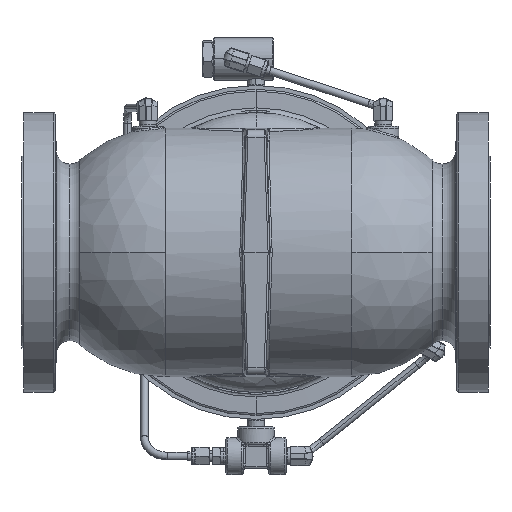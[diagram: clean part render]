
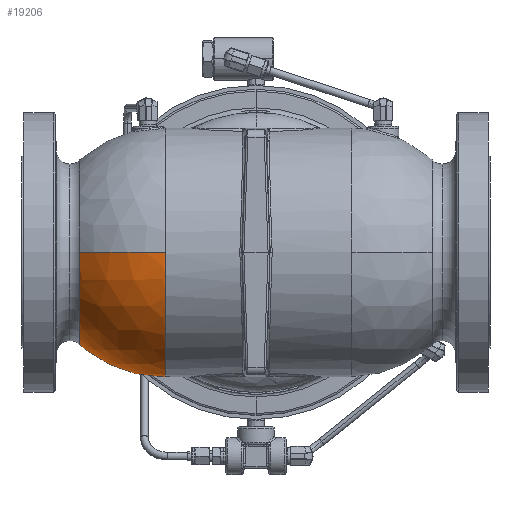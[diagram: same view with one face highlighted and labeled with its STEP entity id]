
A CAD part, front view. The second image highlights one B-rep face of the part: STEP entity #19206.
In plain terms, the highlighted spherical face has radius 101.6 mm.
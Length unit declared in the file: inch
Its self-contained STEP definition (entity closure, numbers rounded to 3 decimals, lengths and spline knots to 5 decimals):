
#172 = AXIS2_PLACEMENT_3D ( 'NONE', #24326, #99006, #35055 ) ;
#212 = VERTEX_POINT ( 'NONE', #93919 ) ;
#523 = AXIS2_PLACEMENT_3D ( 'NONE', #129095, #65171, #1125 ) ;
#1125 = DIRECTION ( 'NONE',  ( 0., 0., 1. ) ) ;
#1629 = CARTESIAN_POINT ( 'NONE',  ( -2.91675, 1.94271, -3.49556 ) ) ;
#3297 = DIRECTION ( 'NONE',  ( 0., 0., 1. ) ) ;
#4016 = CARTESIAN_POINT ( 'NONE',  ( -5.67405, -2.9748, 0. ) ) ;
#4415 = DIRECTION ( 'NONE',  ( 1., 0., 0. ) ) ;
#5407 = CARTESIAN_POINT ( 'NONE',  ( -4.23979, 3.37845, -1.74614 ) ) ;
#8094 = CARTESIAN_POINT ( 'NONE',  ( -4.95228, 3.39338, -0.82182 ) ) ;
#8552 = CARTESIAN_POINT ( 'NONE',  ( -4.23979, 3.37845, -1.74614 ) ) ;
#10100 = ORIENTED_EDGE ( 'NONE', *, *, #83885, .T. ) ;
#10274 = AXIS2_PLACEMENT_3D ( 'NONE', #131196, #67283, #3297 ) ;
#11985 = CARTESIAN_POINT ( 'NONE',  ( -4.06247, 3.22475, -2.12631 ) ) ;
#18709 = CIRCLE ( 'NONE', #172, 4. ) ;
#18898 = CARTESIAN_POINT ( 'NONE',  ( -4.90104, 3.39234, -0.93799 ) ) ;
#19206 = ADVANCED_FACE ( 'NONE', ( #35731 ), #117500, .T. ) ;
#22730 = CARTESIAN_POINT ( 'NONE',  ( -3.85492, 3.03223, -2.4672 ) ) ;
#22832 = B_SPLINE_CURVE_WITH_KNOTS ( 'NONE', 3,
 ( #107215, #129122, #11985, #86687, #22730, #97427, #33498, #108105, #44198, #118866, #54918, #129563, #65656, #1629 ),
 .UNSPECIFIED., .F., .F.,
 ( 4, 2, 2, 2, 2, 2, 4 ),
 ( 0., 0.01688, 0.02532, 0.03376, 0.05064, 0.05908, 0.06752 ),
 .UNSPECIFIED. ) ;
#24326 = CARTESIAN_POINT ( 'NONE',  ( -3., 0., 0. ) ) ;
#29599 = CARTESIAN_POINT ( 'NONE',  ( -4.80279, 3.39035, -1.1236 ) ) ;
#30568 = VERTEX_POINT ( 'NONE', #4016 ) ;
#30692 = CARTESIAN_POINT ( 'NONE',  ( -2.91675, -3.99913, 0. ) ) ;
#31005 = VERTEX_POINT ( 'NONE', #123686 ) ;
#33498 = CARTESIAN_POINT ( 'NONE',  ( -3.68695, 2.86797, -2.70472 ) ) ;
#34765 = CARTESIAN_POINT ( 'NONE',  ( -5.11267, 3.39656, 0. ) ) ;
#35055 = DIRECTION ( 'NONE',  ( -1., 0., 0. ) ) ;
#35547 = CIRCLE ( 'NONE', #125819, 2.9748 ) ;
#35731 = FACE_OUTER_BOUND ( 'NONE', #138413, .T. ) ;
#37348 = EDGE_CURVE ( 'NONE', #212, #40681, #116138, .T. ) ;
#38082 = VERTEX_POINT ( 'NONE', #5407 ) ;
#38452 = DIRECTION ( 'NONE',  ( 1., 0., 0. ) ) ;
#38984 = ORIENTED_EDGE ( 'NONE', *, *, #37348, .T. ) ;
#39644 = ORIENTED_EDGE ( 'NONE', *, *, #60986, .T. ) ;
#39842 = DIRECTION ( 'NONE',  ( 0., 0., 1. ) ) ;
#39931 = CARTESIAN_POINT ( 'NONE',  ( -5.10649, 3.39644, -0.16933 ) ) ;
#40390 = CARTESIAN_POINT ( 'NONE',  ( -4.66117, 3.38744, -1.33151 ) ) ;
#40681 = VERTEX_POINT ( 'NONE', #59603 ) ;
#42395 = EDGE_CURVE ( 'NONE', #30568, #212, #35547, .T. ) ;
#43097 = VERTEX_POINT ( 'NONE', #30692 ) ;
#44198 = CARTESIAN_POINT ( 'NONE',  ( -3.39035, 2.55529, -3.06059 ) ) ;
#45085 = ORIENTED_EDGE ( 'NONE', *, *, #97795, .T. ) ;
#50624 = CARTESIAN_POINT ( 'NONE',  ( -5.08811, 3.39608, -0.33696 ) ) ;
#51049 = CARTESIAN_POINT ( 'NONE',  ( -4.55186, 3.38515, -1.46091 ) ) ;
#54918 = CARTESIAN_POINT ( 'NONE',  ( -3.15083, 2.26537, -3.29511 ) ) ;
#58651 = B_SPLINE_CURVE_WITH_KNOTS ( 'NONE', 3,
 ( #124380, #103357, #103820, #39931, #114514, #50624, #125301, #61343, #135990, #72072, #8094, #82808, #18898, #93557, #29599, #104271, #40390, #114969, #51049, #125734, #61811, #136432, #72517, #8552 ),
 .UNSPECIFIED., .F., .F.,
 ( 4, 2, 2, 2, 2, 2, 2, 2, 2, 2, 2, 4 ),
 ( 0.05129, 0.05449, 0.0577, 0.0641, 0.0705, 0.0737, 0.0769, 0.08331, 0.08971, 0.09291, 0.09611, 0.10251 ),
 .UNSPECIFIED. ) ;
#59603 = CARTESIAN_POINT ( 'NONE',  ( -5.67405, 2.9748, 0. ) ) ;
#60211 = DIRECTION ( 'NONE',  ( 0., 0., 1. ) ) ;
#60631 = ORIENTED_EDGE ( 'NONE', *, *, #42395, .T. ) ;
#60986 = EDGE_CURVE ( 'NONE', #125180, #43097, #64929, .T. ) ;
#61343 = CARTESIAN_POINT ( 'NONE',  ( -5.03502, 3.39503, -0.58266 ) ) ;
#61811 = CARTESIAN_POINT ( 'NONE',  ( -4.46413, 3.3833, -1.55287 ) ) ;
#62067 = ORIENTED_EDGE ( 'NONE', *, *, #105114, .T. ) ;
#64929 = CIRCLE ( 'NONE', #10274, 3.99913 ) ;
#65171 = DIRECTION ( 'NONE',  ( -1., 0., 0. ) ) ;
#65656 = CARTESIAN_POINT ( 'NONE',  ( -2.97403, 2.02784, -3.44961 ) ) ;
#67242 = CIRCLE ( 'NONE', #523, 3.99913 ) ;
#67283 = DIRECTION ( 'NONE',  ( -1., 0., 0. ) ) ;
#68382 = CARTESIAN_POINT ( 'NONE',  ( -5.67405, 0., 0. ) ) ;
#72072 = CARTESIAN_POINT ( 'NONE',  ( -4.96792, 3.39369, -0.78226 ) ) ;
#72517 = CARTESIAN_POINT ( 'NONE',  ( -4.30769, 3.37994, -1.69505 ) ) ;
#74050 = EDGE_CURVE ( 'NONE', #115023, #40681, #83590, .T. ) ;
#79146 = DIRECTION ( 'NONE',  ( 0., 0., 1. ) ) ;
#82808 = CARTESIAN_POINT ( 'NONE',  ( -4.91882, 3.3927, -0.89971 ) ) ;
#83590 = CIRCLE ( 'NONE', #119605, 4. ) ;
#83885 = EDGE_CURVE ( 'NONE', #31005, #125180, #67242, .T. ) ;
#85552 = CARTESIAN_POINT ( 'NONE',  ( -2.91675, 0., -3.99913 ) ) ;
#85898 = ORIENTED_EDGE ( 'NONE', *, *, #137768, .T. ) ;
#86687 = CARTESIAN_POINT ( 'NONE',  ( -3.90842, 3.08264, -2.38419 ) ) ;
#93557 = CARTESIAN_POINT ( 'NONE',  ( -4.84457, 3.3912, -1.05091 ) ) ;
#93919 = CARTESIAN_POINT ( 'NONE',  ( -5.67405, 0., -2.9748 ) ) ;
#97170 = CARTESIAN_POINT ( 'NONE',  ( -3., 0., 0. ) ) ;
#97427 = CARTESIAN_POINT ( 'NONE',  ( -3.7442, 2.92491, -2.62744 ) ) ;
#97589 = AXIS2_PLACEMENT_3D ( 'NONE', #102360, #38452, #113043 ) ;
#97795 = EDGE_CURVE ( 'NONE', #43097, #30568, #18709, .T. ) ;
#99006 = DIRECTION ( 'NONE',  ( 0., 0., -1. ) ) ;
#102360 = CARTESIAN_POINT ( 'NONE',  ( -5.67405, 0., 0. ) ) ;
#103357 = CARTESIAN_POINT ( 'NONE',  ( -5.11267, 3.39656, -0.04217 ) ) ;
#103734 = CARTESIAN_POINT ( 'NONE',  ( -3., 0., 0. ) ) ;
#103820 = CARTESIAN_POINT ( 'NONE',  ( -5.11144, 3.39654, -0.08456 ) ) ;
#104047 = ORIENTED_EDGE ( 'NONE', *, *, #74050, .F. ) ;
#104271 = CARTESIAN_POINT ( 'NONE',  ( -4.71109, 3.38847, -1.2639 ) ) ;
#105114 = EDGE_CURVE ( 'NONE', #115023, #38082, #58651, .T. ) ;
#107215 = CARTESIAN_POINT ( 'NONE',  ( -4.23979, 3.37845, -1.74614 ) ) ;
#107852 = DIRECTION ( 'NONE',  ( 0., -1., 0. ) ) ;
#108105 = CARTESIAN_POINT ( 'NONE',  ( -3.51072, 2.68674, -2.92764 ) ) ;
#113043 = DIRECTION ( 'NONE',  ( 0., 0., 1. ) ) ;
#114427 = DIRECTION ( 'NONE',  ( 0., -1., 0. ) ) ;
#114514 = CARTESIAN_POINT ( 'NONE',  ( -5.1028, 3.39637, -0.21144 ) ) ;
#114969 = CARTESIAN_POINT ( 'NONE',  ( -4.58003, 3.38574, -1.429 ) ) ;
#115023 = VERTEX_POINT ( 'NONE', #34765 ) ;
#116138 = CIRCLE ( 'NONE', #97589, 2.9748 ) ;
#117226 = AXIS2_PLACEMENT_3D ( 'NONE', #97170, #60211, #107852 ) ;
#117500 = SPHERICAL_SURFACE ( 'NONE', #117226, 4. ) ;
#118866 = CARTESIAN_POINT ( 'NONE',  ( -3.21061, 2.34011, -3.2391 ) ) ;
#119605 = AXIS2_PLACEMENT_3D ( 'NONE', #103734, #39842, #114427 ) ;
#123686 = CARTESIAN_POINT ( 'NONE',  ( -2.91675, 1.94271, -3.49556 ) ) ;
#124380 = CARTESIAN_POINT ( 'NONE',  ( -5.11267, 3.39656, 0. ) ) ;
#125180 = VERTEX_POINT ( 'NONE', #85552 ) ;
#125301 = CARTESIAN_POINT ( 'NONE',  ( -5.07354, 3.39579, -0.41957 ) ) ;
#125734 = CARTESIAN_POINT ( 'NONE',  ( -4.49393, 3.38393, -1.52282 ) ) ;
#125819 = AXIS2_PLACEMENT_3D ( 'NONE', #68382, #4415, #79146 ) ;
#129095 = CARTESIAN_POINT ( 'NONE',  ( -2.91675, 0., 0. ) ) ;
#129122 = CARTESIAN_POINT ( 'NONE',  ( -4.15663, 3.30739, -1.94267 ) ) ;
#129563 = CARTESIAN_POINT ( 'NONE',  ( -3.03254, 2.10923, -3.40036 ) ) ;
#131196 = CARTESIAN_POINT ( 'NONE',  ( -2.91675, 0., 0. ) ) ;
#135990 = CARTESIAN_POINT ( 'NONE',  ( -5.01107, 3.39455, -0.66315 ) ) ;
#136432 = CARTESIAN_POINT ( 'NONE',  ( -4.37225, 3.38133, -1.64033 ) ) ;
#137768 = EDGE_CURVE ( 'NONE', #38082, #31005, #22832, .T. ) ;
#138413 = EDGE_LOOP ( 'NONE', ( #104047, #62067, #85898, #10100, #39644, #45085, #60631, #38984 ) ) ;
